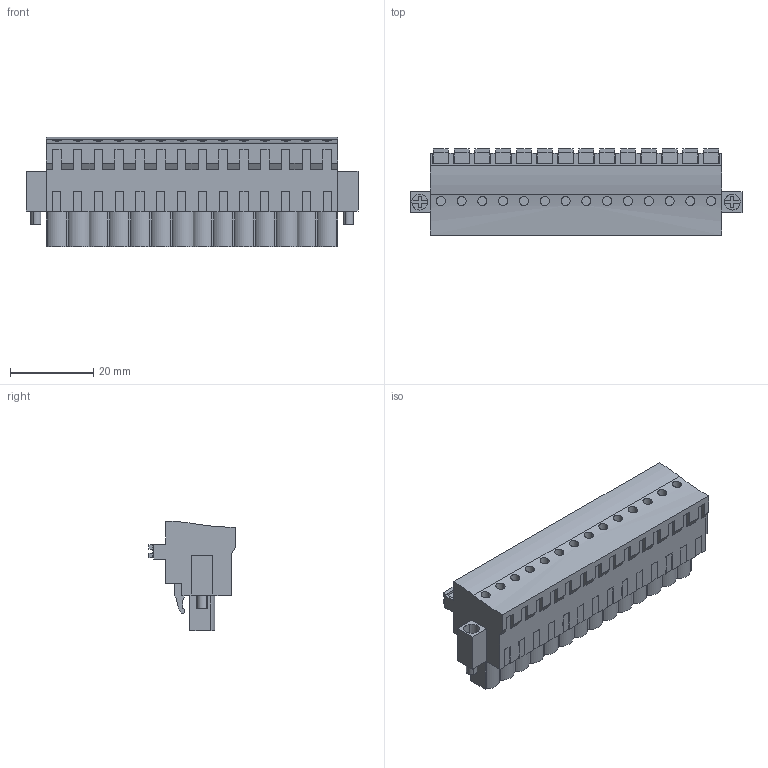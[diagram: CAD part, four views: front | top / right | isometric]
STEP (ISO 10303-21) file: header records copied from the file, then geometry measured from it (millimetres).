
FILE_DESCRIPTION(('CATIA V5 STEP Exchange','CAx-IF Rec.Pracs.--- Model Styling and Organization---1.2---2011-12-15'),'2;1');
FILE_NAME ('D1461112_0_1980760000_1980760000.stp','2017-09-23T15:19:22+00:00',('none'),('Weidmueller'),'CATIA Version 5-6 Release 2014','CATIA V5 STEP AP214','none');
FILE_SCHEMA(('AUTOMOTIVE_DESIGN { 1 0 10303 214 1 1 1 1 }'));
Length unit declared in the file: millimetre
Products named in the file (1): 1980760000
Bounding box: 79.8 x 20.79 x 26.24 mm (x, y, z)
Volume: 21597 mm3; surface area: 10137.3 mm2
Topology: 17 solids, 17 shells, 945 faces, 2684 edges, 1835 vertices
Faces by surface type: plane 749, cylinder 188, extrusion 8
Entity records: 28413 total; most frequent: CARTESIAN_POINT 5538, ORIENTED_EDGE 5368, DIRECTION 3615, EDGE_CURVE 2684, VECTOR 2245, LINE 2237, VERTEX_POINT 1835, EDGE_LOOP 1011
